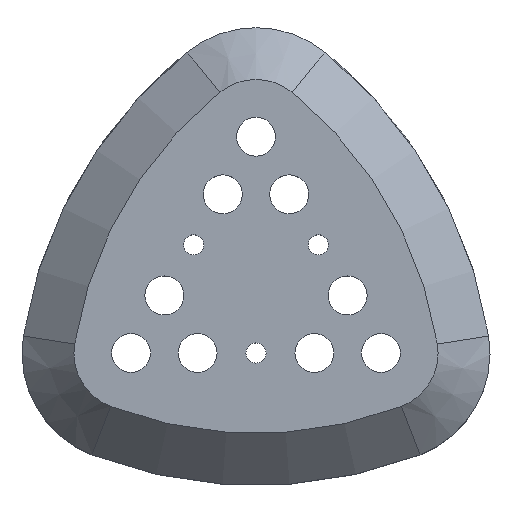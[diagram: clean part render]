
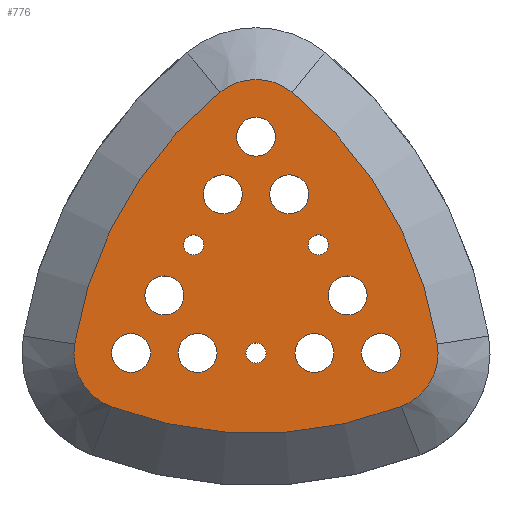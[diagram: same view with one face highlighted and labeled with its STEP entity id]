
A CAD part, top view. The second image highlights one B-rep face of the part: STEP entity #776.
In plain terms, the highlighted planar face has unit normal (0, 0, 1).
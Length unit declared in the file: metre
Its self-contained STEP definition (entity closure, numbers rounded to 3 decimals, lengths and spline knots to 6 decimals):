
#38=PLANE('',#884);
#57=CIRCLE('',#846,0.00155);
#59=CIRCLE('',#849,0.00155);
#63=CIRCLE('',#855,0.003);
#65=CIRCLE('',#858,0.003);
#67=CIRCLE('',#861,0.003);
#69=CIRCLE('',#864,0.003);
#71=CIRCLE('',#867,0.003);
#73=CIRCLE('',#870,0.003);
#75=CIRCLE('',#873,0.003);
#77=CIRCLE('',#876,0.003);
#79=CIRCLE('',#879,0.003);
#81=CIRCLE('',#882,0.00155);
#83=CIRCLE('',#885,0.062547);
#84=CIRCLE('',#886,0.008819);
#85=CIRCLE('',#887,0.062547);
#86=CIRCLE('',#888,0.008819);
#87=CIRCLE('',#889,0.062547);
#88=CIRCLE('',#890,0.008819);
#176=ORIENTED_EDGE('',*,*,#381,.T.);
#177=ORIENTED_EDGE('',*,*,#382,.T.);
#178=ORIENTED_EDGE('',*,*,#383,.T.);
#179=ORIENTED_EDGE('',*,*,#384,.T.);
#180=ORIENTED_EDGE('',*,*,#385,.T.);
#181=ORIENTED_EDGE('',*,*,#386,.T.);
#182=ORIENTED_EDGE('',*,*,#377,.F.);
#183=ORIENTED_EDGE('',*,*,#375,.F.);
#184=ORIENTED_EDGE('',*,*,#373,.F.);
#185=ORIENTED_EDGE('',*,*,#371,.F.);
#186=ORIENTED_EDGE('',*,*,#369,.F.);
#187=ORIENTED_EDGE('',*,*,#367,.F.);
#188=ORIENTED_EDGE('',*,*,#365,.F.);
#189=ORIENTED_EDGE('',*,*,#363,.F.);
#190=ORIENTED_EDGE('',*,*,#361,.F.);
#191=ORIENTED_EDGE('',*,*,#357,.F.);
#192=ORIENTED_EDGE('',*,*,#355,.F.);
#193=ORIENTED_EDGE('',*,*,#379,.F.);
#355=EDGE_CURVE('',#456,#456,#57,.T.);
#357=EDGE_CURVE('',#458,#458,#59,.T.);
#361=EDGE_CURVE('',#460,#460,#63,.T.);
#363=EDGE_CURVE('',#462,#462,#65,.T.);
#365=EDGE_CURVE('',#464,#464,#67,.T.);
#367=EDGE_CURVE('',#466,#466,#69,.T.);
#369=EDGE_CURVE('',#468,#468,#71,.T.);
#371=EDGE_CURVE('',#470,#470,#73,.T.);
#373=EDGE_CURVE('',#472,#472,#75,.T.);
#375=EDGE_CURVE('',#474,#474,#77,.T.);
#377=EDGE_CURVE('',#476,#476,#79,.T.);
#379=EDGE_CURVE('',#478,#478,#81,.T.);
#381=EDGE_CURVE('',#480,#481,#83,.T.);
#382=EDGE_CURVE('',#481,#482,#84,.T.);
#383=EDGE_CURVE('',#482,#483,#85,.T.);
#384=EDGE_CURVE('',#483,#484,#86,.T.);
#385=EDGE_CURVE('',#484,#485,#87,.T.);
#386=EDGE_CURVE('',#485,#480,#88,.T.);
#456=VERTEX_POINT('',#1286);
#458=VERTEX_POINT('',#1291);
#460=VERTEX_POINT('',#1299);
#462=VERTEX_POINT('',#1304);
#464=VERTEX_POINT('',#1309);
#466=VERTEX_POINT('',#1314);
#468=VERTEX_POINT('',#1319);
#470=VERTEX_POINT('',#1324);
#472=VERTEX_POINT('',#1329);
#474=VERTEX_POINT('',#1334);
#476=VERTEX_POINT('',#1339);
#478=VERTEX_POINT('',#1344);
#480=VERTEX_POINT('',#1349);
#481=VERTEX_POINT('',#1350);
#482=VERTEX_POINT('',#1352);
#483=VERTEX_POINT('',#1354);
#484=VERTEX_POINT('',#1356);
#485=VERTEX_POINT('',#1358);
#590=EDGE_LOOP('',(#176,#177,#178,#179,#180,#181));
#591=EDGE_LOOP('',(#182));
#592=EDGE_LOOP('',(#183));
#593=EDGE_LOOP('',(#184));
#594=EDGE_LOOP('',(#185));
#595=EDGE_LOOP('',(#186));
#596=EDGE_LOOP('',(#187));
#597=EDGE_LOOP('',(#188));
#598=EDGE_LOOP('',(#189));
#599=EDGE_LOOP('',(#190));
#600=EDGE_LOOP('',(#191));
#601=EDGE_LOOP('',(#192));
#602=EDGE_LOOP('',(#193));
#676=FACE_BOUND('',#590,.T.);
#677=FACE_BOUND('',#591,.T.);
#678=FACE_BOUND('',#592,.T.);
#679=FACE_BOUND('',#593,.T.);
#680=FACE_BOUND('',#594,.T.);
#681=FACE_BOUND('',#595,.T.);
#682=FACE_BOUND('',#596,.T.);
#683=FACE_BOUND('',#597,.T.);
#684=FACE_BOUND('',#598,.T.);
#685=FACE_BOUND('',#599,.T.);
#686=FACE_BOUND('',#600,.T.);
#687=FACE_BOUND('',#601,.T.);
#688=FACE_BOUND('',#602,.T.);
#776=ADVANCED_FACE('',(#676,#677,#678,#679,#680,#681,#682,#683,#684,#685,
#686,#687,#688),#38,.T.);
#846=AXIS2_PLACEMENT_3D('',#1285,#1009,#1010);
#849=AXIS2_PLACEMENT_3D('',#1290,#1015,#1016);
#855=AXIS2_PLACEMENT_3D('',#1298,#1027,#1028);
#858=AXIS2_PLACEMENT_3D('',#1303,#1033,#1034);
#861=AXIS2_PLACEMENT_3D('',#1308,#1039,#1040);
#864=AXIS2_PLACEMENT_3D('',#1313,#1045,#1046);
#867=AXIS2_PLACEMENT_3D('',#1318,#1051,#1052);
#870=AXIS2_PLACEMENT_3D('',#1323,#1057,#1058);
#873=AXIS2_PLACEMENT_3D('',#1328,#1063,#1064);
#876=AXIS2_PLACEMENT_3D('',#1333,#1069,#1070);
#879=AXIS2_PLACEMENT_3D('',#1338,#1075,#1076);
#882=AXIS2_PLACEMENT_3D('',#1343,#1081,#1082);
#884=AXIS2_PLACEMENT_3D('',#1347,#1085,#1086);
#885=AXIS2_PLACEMENT_3D('',#1348,#1087,#1088);
#886=AXIS2_PLACEMENT_3D('',#1351,#1089,#1090);
#887=AXIS2_PLACEMENT_3D('',#1353,#1091,#1092);
#888=AXIS2_PLACEMENT_3D('',#1355,#1093,#1094);
#889=AXIS2_PLACEMENT_3D('',#1357,#1095,#1096);
#890=AXIS2_PLACEMENT_3D('',#1359,#1097,#1098);
#1009=DIRECTION('',(0.,0.,1.));
#1010=DIRECTION('',(1.,0.,0.));
#1015=DIRECTION('',(0.,0.,1.));
#1016=DIRECTION('',(1.,0.,0.));
#1027=DIRECTION('',(0.,0.,1.));
#1028=DIRECTION('',(1.,0.,0.));
#1033=DIRECTION('',(0.,0.,1.));
#1034=DIRECTION('',(1.,0.,0.));
#1039=DIRECTION('',(0.,0.,1.));
#1040=DIRECTION('',(1.,0.,0.));
#1045=DIRECTION('',(0.,0.,1.));
#1046=DIRECTION('',(1.,0.,0.));
#1051=DIRECTION('',(0.,0.,1.));
#1052=DIRECTION('',(1.,0.,0.));
#1057=DIRECTION('',(0.,0.,1.));
#1058=DIRECTION('',(1.,0.,0.));
#1063=DIRECTION('',(0.,0.,1.));
#1064=DIRECTION('',(1.,0.,0.));
#1069=DIRECTION('',(0.,0.,1.));
#1070=DIRECTION('',(1.,0.,0.));
#1075=DIRECTION('',(0.,0.,1.));
#1076=DIRECTION('',(1.,0.,0.));
#1081=DIRECTION('',(0.,0.,1.));
#1082=DIRECTION('',(1.,0.,0.));
#1085=DIRECTION('',(0.,0.,1.));
#1086=DIRECTION('',(1.,0.,0.));
#1087=DIRECTION('',(0.,0.,1.));
#1088=DIRECTION('',(1.,0.,0.));
#1089=DIRECTION('',(0.,0.,1.));
#1090=DIRECTION('',(1.,0.,0.));
#1091=DIRECTION('',(0.,0.,1.));
#1092=DIRECTION('',(1.,0.,0.));
#1093=DIRECTION('',(0.,0.,1.));
#1094=DIRECTION('',(1.,0.,0.));
#1095=DIRECTION('',(0.,0.,1.));
#1096=DIRECTION('',(1.,0.,0.));
#1097=DIRECTION('',(0.,0.,1.));
#1098=DIRECTION('',(1.,0.,0.));
#1285=CARTESIAN_POINT('',(0.009625,0.005557,0.009));
#1286=CARTESIAN_POINT('',(0.011175,0.005557,0.009));
#1290=CARTESIAN_POINT('',(-0.009625,0.005557,0.009));
#1291=CARTESIAN_POINT('',(-0.008075,0.005557,0.009));
#1298=CARTESIAN_POINT('',(-0.01925,-0.011114,0.009));
#1299=CARTESIAN_POINT('',(-0.01625,-0.011114,0.009));
#1303=CARTESIAN_POINT('',(0.,0.022228,0.009));
#1304=CARTESIAN_POINT('',(0.003,0.022228,0.009));
#1308=CARTESIAN_POINT('',(0.01925,-0.011114,0.009));
#1309=CARTESIAN_POINT('',(0.02225,-0.011114,0.009));
#1313=CARTESIAN_POINT('',(-0.014125,-0.002237,0.009));
#1314=CARTESIAN_POINT('',(-0.011125,-0.002237,0.009));
#1318=CARTESIAN_POINT('',(-0.005125,0.013351,0.009));
#1319=CARTESIAN_POINT('',(-0.002125,0.013351,0.009));
#1323=CARTESIAN_POINT('',(0.005125,0.013351,0.009));
#1324=CARTESIAN_POINT('',(0.008125,0.013351,0.009));
#1328=CARTESIAN_POINT('',(0.014125,-0.002237,0.009));
#1329=CARTESIAN_POINT('',(0.017125,-0.002237,0.009));
#1333=CARTESIAN_POINT('',(0.009,-0.011114,0.009));
#1334=CARTESIAN_POINT('',(0.012,-0.011114,0.009));
#1338=CARTESIAN_POINT('',(-0.009,-0.011114,0.009));
#1339=CARTESIAN_POINT('',(-0.006,-0.011114,0.009));
#1343=CARTESIAN_POINT('',(0.,-0.011114,0.009));
#1344=CARTESIAN_POINT('',(0.00155,-0.011114,0.009));
#1347=CARTESIAN_POINT('',(0.,0.003774,0.009));
#1348=CARTESIAN_POINT('',(-0.033816,-0.019524,0.009));
#1349=CARTESIAN_POINT('',(0.02796,-0.009734,0.009));
#1350=CARTESIAN_POINT('',(0.005551,0.029081,0.009));
#1351=CARTESIAN_POINT('',(0.,0.022228,0.009));
#1352=CARTESIAN_POINT('',(-0.005551,0.029081,0.009));
#1353=CARTESIAN_POINT('',(0.033816,-0.019524,0.009));
#1354=CARTESIAN_POINT('',(-0.02796,-0.009734,0.009));
#1355=CARTESIAN_POINT('',(-0.01925,-0.011114,0.009));
#1356=CARTESIAN_POINT('',(-0.02241,-0.019348,0.009));
#1357=CARTESIAN_POINT('',(0.,0.039047,0.009));
#1358=CARTESIAN_POINT('',(0.02241,-0.019348,0.009));
#1359=CARTESIAN_POINT('',(0.01925,-0.011114,0.009));
